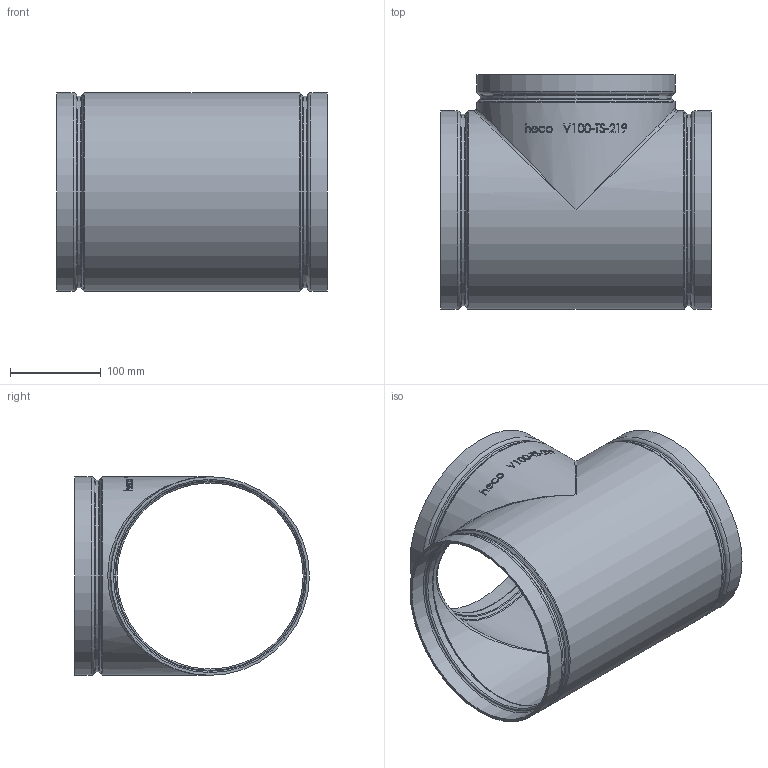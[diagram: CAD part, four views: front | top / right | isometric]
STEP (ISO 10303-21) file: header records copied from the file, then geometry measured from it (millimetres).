
FILE_DESCRIPTION (( 'STEP AP214' ), '1' );
FILE_NAME ('V100-TS-219-x Typ E492 DN200 800 Ø219,1 1812.STEP', '2018-12-14T09:57:25', ( '' ), ( '' ), 'SwSTEP 2.0', 'SolidWorks 2016', '' );
FILE_SCHEMA (( 'AUTOMOTIVE_DESIGN' ));
Length unit declared in the file: inch
Products named in the file (1): V100-TS-219-x Typ E492 DN200 800 Ø219,1 1812
Bounding box: 298.7 x 258.89 x 219.09 mm (x, y, z)
Volume: 658101.7 mm3; surface area: 441285.4 mm2
Topology: 1 solids, 1 shells, 218 faces, 552 edges, 352 vertices
Faces by surface type: bspline 103, plane 49, cylinder 36, torus 24, cone 6
Full cylindrical faces by diameter (mm): 205.207 x3, 211.201 x3, 213.081 x5, 219.075 x5
Entity records: 29692 total; most frequent: CARTESIAN_POINT 23527, ORIENTED_EDGE 970, DIRECTION 502, EDGE_CURVE 485, VERTEX_POINT 339, B_SPLINE_CURVE_WITH_KNOTS 312, EDGE_LOOP 292, FACE_OUTER_BOUND 258
